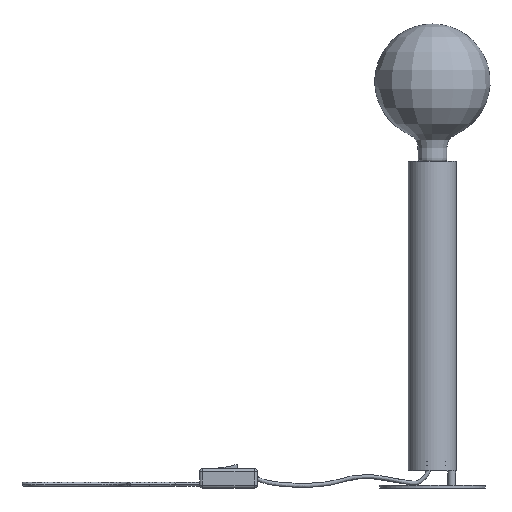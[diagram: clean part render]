
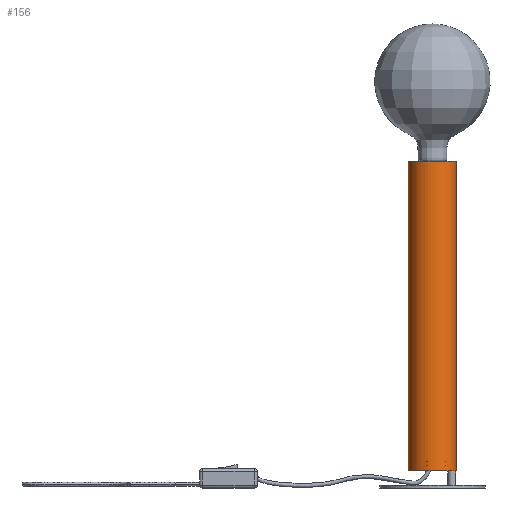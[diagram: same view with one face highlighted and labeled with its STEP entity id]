
A CAD part, front view. The second image highlights one B-rep face of the part: STEP entity #156.
In plain terms, the highlighted free-form (B-spline) face has degree [2, 1] with [5, 2] control points.
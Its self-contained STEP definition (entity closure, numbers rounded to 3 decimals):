
#59=B_SPLINE_CURVE_WITH_KNOTS('',1,(#5859,#5860),.UNSPECIFIED.,.F.,.F.,
(2,2),(0.,220.),.UNSPECIFIED.);
#156=ADVANCED_FACE('',(#237),#1084,.T.);
#237=FACE_OUTER_BOUND('',#319,.T.);
#319=EDGE_LOOP('',(#553,#554,#555,#556));
#553=ORIENTED_EDGE('',*,*,#762,.T.);
#554=ORIENTED_EDGE('',*,*,#754,.T.);
#555=ORIENTED_EDGE('',*,*,#764,.F.);
#556=ORIENTED_EDGE('',*,*,#763,.F.);
#754=EDGE_CURVE('',#990,#989,#59,.T.);
#762=EDGE_CURVE('',#993,#990,#891,.T.);
#763=EDGE_CURVE('',#993,#994,#892,.T.);
#764=EDGE_CURVE('',#994,#989,#893,.T.);
#891=(
BOUNDED_CURVE()
B_SPLINE_CURVE(2,(#5890,#5891,#5892,#5893,#5894),.UNSPECIFIED.,.F.,.F.)
B_SPLINE_CURVE_WITH_KNOTS((3,2,3),(78.54,117.81,157.08),
 .UNSPECIFIED.)
CURVE()
GEOMETRIC_REPRESENTATION_ITEM()
RATIONAL_B_SPLINE_CURVE((1.,0.707,1.,0.707,1.))
REPRESENTATION_ITEM('')
);
#892=(
BOUNDED_CURVE()
B_SPLINE_CURVE(1,(#5895,#5896),.UNSPECIFIED.,.F.,.F.)
B_SPLINE_CURVE_WITH_KNOTS((2,2),(0.,220.),.UNSPECIFIED.)
CURVE()
GEOMETRIC_REPRESENTATION_ITEM()
RATIONAL_B_SPLINE_CURVE((1.,1.))
REPRESENTATION_ITEM('')
);
#893=(
BOUNDED_CURVE()
B_SPLINE_CURVE(2,(#5897,#5898,#5899,#5900,#5901),.UNSPECIFIED.,.F.,.F.)
B_SPLINE_CURVE_WITH_KNOTS((3,2,3),(78.54,117.81,157.08),
 .UNSPECIFIED.)
CURVE()
GEOMETRIC_REPRESENTATION_ITEM()
RATIONAL_B_SPLINE_CURVE((1.,0.707,1.,0.707,1.))
REPRESENTATION_ITEM('')
);
#989=VERTEX_POINT('',#5842);
#990=VERTEX_POINT('',#5843);
#993=VERTEX_POINT('',#5846);
#994=VERTEX_POINT('',#5847);
#1084=(
BOUNDED_SURFACE()
B_SPLINE_SURFACE(2,1,((#5820,#5821),(#5822,#5823),(#5824,#5825),(#5826,
#5827),(#5828,#5829)),.UNSPECIFIED.,.F.,.F.,.F.)
B_SPLINE_SURFACE_WITH_KNOTS((3,2,3),(2,2),(78.54,117.81,
157.08),(0.,220.),.UNSPECIFIED.)
GEOMETRIC_REPRESENTATION_ITEM()
RATIONAL_B_SPLINE_SURFACE(((1.,1.),(0.707,0.707),
(1.,1.),(0.707,0.707),(1.,1.)))
REPRESENTATION_ITEM('')
SURFACE()
);
#5820=CARTESIAN_POINT('',(63.582,66.,18.));
#5821=CARTESIAN_POINT('',(63.582,66.,340.));
#5822=CARTESIAN_POINT('',(63.582,41.,18.));
#5823=CARTESIAN_POINT('',(63.582,41.,340.));
#5824=CARTESIAN_POINT('',(88.582,41.,18.));
#5825=CARTESIAN_POINT('',(88.582,41.,340.));
#5826=CARTESIAN_POINT('',(113.582,41.,18.));
#5827=CARTESIAN_POINT('',(113.582,41.,340.));
#5828=CARTESIAN_POINT('',(113.582,66.,18.));
#5829=CARTESIAN_POINT('',(113.582,66.,340.));
#5842=CARTESIAN_POINT('',(113.582,66.,340.));
#5843=CARTESIAN_POINT('',(113.582,66.,18.));
#5846=CARTESIAN_POINT('',(63.582,66.,18.));
#5847=CARTESIAN_POINT('',(63.582,66.,340.));
#5859=CARTESIAN_POINT('',(113.582,66.,18.));
#5860=CARTESIAN_POINT('',(113.582,66.,340.));
#5890=CARTESIAN_POINT('',(63.582,66.,18.));
#5891=CARTESIAN_POINT('',(63.582,41.,18.));
#5892=CARTESIAN_POINT('',(88.582,41.,18.));
#5893=CARTESIAN_POINT('',(113.582,41.,18.));
#5894=CARTESIAN_POINT('',(113.582,66.,18.));
#5895=CARTESIAN_POINT('',(63.582,66.,18.));
#5896=CARTESIAN_POINT('',(63.582,66.,340.));
#5897=CARTESIAN_POINT('',(63.582,66.,340.));
#5898=CARTESIAN_POINT('',(63.582,41.,340.));
#5899=CARTESIAN_POINT('',(88.582,41.,340.));
#5900=CARTESIAN_POINT('',(113.582,41.,340.));
#5901=CARTESIAN_POINT('',(113.582,66.,340.));
